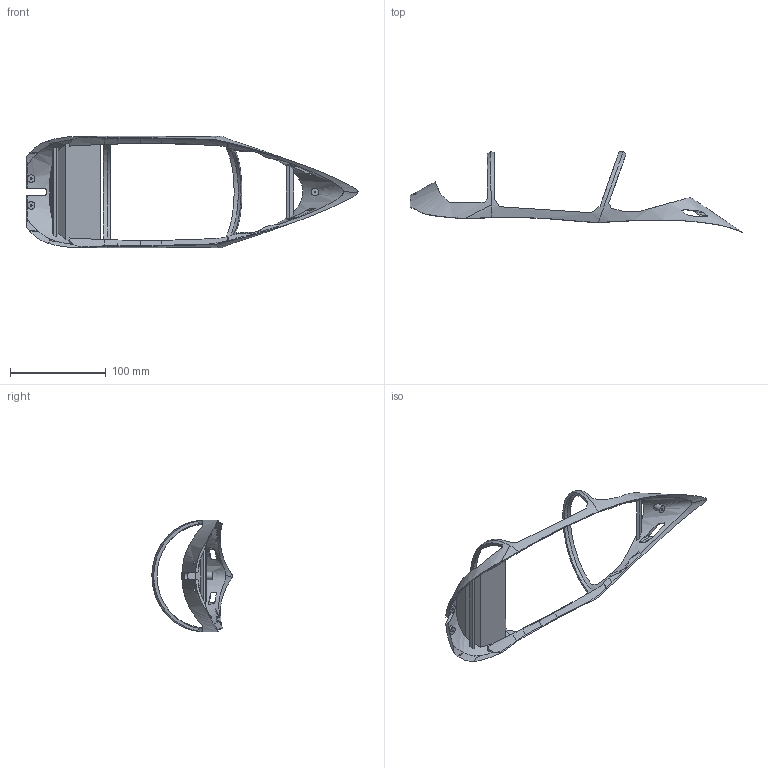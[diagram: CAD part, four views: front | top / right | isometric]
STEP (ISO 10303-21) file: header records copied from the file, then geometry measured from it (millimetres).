
FILE_DESCRIPTION (( 'STEP AP214' ), '1' );
FILE_NAME ('驾驶舱建模 amoled SPI hud inbeded 加高hud挡风 降低版 2025-2-20 A柱倾斜 B柱后移.STEP', '2025-02-20T14:28:50', ( '' ), ( '' ), 'SwSTEP 2.0', 'SolidWorks 2023', '' );
FILE_SCHEMA (( 'AUTOMOTIVE_DESIGN' ));
Length unit declared in the file: millimetre
Products named in the file (1): 驾驶舱建模 amoled SPI hud inbeded 加高hud挡风 降低版 2025-2-20 A柱倾斜 B柱后移
Bounding box: 347.17 x 83.84 x 116.88 mm (x, y, z)
Volume: 61460.7 mm3; surface area: 53918.1 mm2
Topology: 1 solids, 1 shells, 168 faces, 472 edges, 310 vertices
Faces by surface type: bspline 89, plane 58, cylinder 19, cone 2
Entity records: 23114 total; most frequent: CARTESIAN_POINT 19745, ORIENTED_EDGE 944, EDGE_CURVE 472, B_SPLINE_CURVE_WITH_KNOTS 350, VERTEX_POINT 310, DIRECTION 279, EDGE_LOOP 194, ADVANCED_FACE 168
